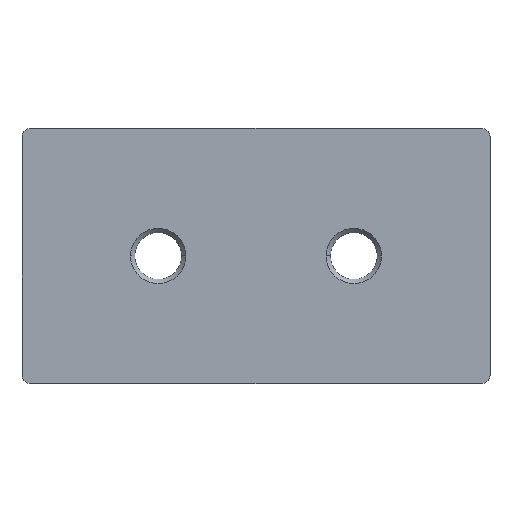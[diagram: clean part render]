
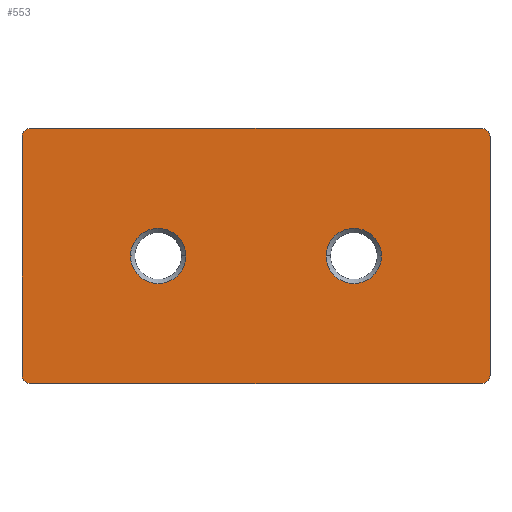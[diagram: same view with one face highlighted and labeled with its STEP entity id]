
A CAD part, top view. The second image highlights one B-rep face of the part: STEP entity #553.
In plain terms, the highlighted planar face has unit normal (0, 0, 1).
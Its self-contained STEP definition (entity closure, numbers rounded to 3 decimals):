
#39=CARTESIAN_POINT('',(-42.25,0.,3.0));
#40=VERTEX_POINT('',#39);
#47=CARTESIAN_POINT('',(-35.75,0.,3.0));
#48=VERTEX_POINT('',#47);
#49=CARTESIAN_POINT('',(-39.,0.,3.0));
#50=DIRECTION('',(0.0,0.0,-1.0));
#51=DIRECTION('',(1.0,0.0,0.0));
#52=AXIS2_PLACEMENT_3D('',#49,#50,#51);
#53=CIRCLE('',#52,3.25);
#54=EDGE_CURVE('',#48,#40,#53,.T.);
#102=CARTESIAN_POINT('',(-19.25,0.,3.0));
#103=VERTEX_POINT('',#102);
#110=CARTESIAN_POINT('',(-12.75,0.,3.0));
#111=VERTEX_POINT('',#110);
#112=CARTESIAN_POINT('',(-16.,0.,3.0));
#113=DIRECTION('',(0.0,0.0,-1.0));
#114=DIRECTION('',(1.0,0.0,0.0));
#115=AXIS2_PLACEMENT_3D('',#112,#113,#114);
#116=CIRCLE('',#115,3.25);
#117=EDGE_CURVE('',#111,#103,#116,.T.);
#339=CARTESIAN_POINT('',(-55.0,14.,3.0));
#340=VERTEX_POINT('',#339);
#341=CARTESIAN_POINT('',(-55.0,-14.,3.0));
#342=VERTEX_POINT('',#341);
#343=CARTESIAN_POINT('',(-55.0,14.,3.0));
#344=DIRECTION('',(0.0,-1.0,0.0));
#345=VECTOR('',#344,28.);
#346=LINE('',#343,#345);
#347=EDGE_CURVE('',#340,#342,#346,.T.);
#389=CARTESIAN_POINT('',(-1.0,-15.,3.0));
#390=VERTEX_POINT('',#389);
#397=CARTESIAN_POINT('',(-54.0,-15.,3.0));
#398=VERTEX_POINT('',#397);
#399=CARTESIAN_POINT('',(-54.0,-15.,3.0));
#400=DIRECTION('',(1.0,0.0,0.0));
#401=VECTOR('',#400,53.0);
#402=LINE('',#399,#401);
#403=EDGE_CURVE('',#398,#390,#402,.T.);
#419=CARTESIAN_POINT('',(0.0,-14.,3.0));
#420=VERTEX_POINT('',#419);
#421=CARTESIAN_POINT('',(0.0,14.,3.0));
#422=VERTEX_POINT('',#421);
#423=CARTESIAN_POINT('',(0.0,-14.,3.0));
#424=DIRECTION('',(0.0,1.0,0.0));
#425=VECTOR('',#424,28.);
#426=LINE('',#423,#425);
#427=EDGE_CURVE('',#420,#422,#426,.T.);
#469=CARTESIAN_POINT('',(-54.0,15.,3.0));
#470=VERTEX_POINT('',#469);
#477=CARTESIAN_POINT('',(-1.0,15.,3.0));
#478=VERTEX_POINT('',#477);
#479=CARTESIAN_POINT('',(-1.0,15.,3.0));
#480=DIRECTION('',(-1.0,0.0,0.0));
#481=VECTOR('',#480,53.0);
#482=LINE('',#479,#481);
#483=EDGE_CURVE('',#478,#470,#482,.T.);
#494=CARTESIAN_POINT('',(-57.75,-16.5,3.0));
#495=DIRECTION('',(0.0,0.0,1.0));
#496=DIRECTION('',(1.0,0.0,0.0));
#497=AXIS2_PLACEMENT_3D('',#494,#495,#496);
#498=PLANE('',#497);
#499=ORIENTED_EDGE('',*,*,#483,.T.);
#500=CARTESIAN_POINT('',(-54.0,14.,3.0));
#501=DIRECTION('',(0.0,0.0,1.0));
#502=DIRECTION('',(1.0,0.0,0.0));
#503=AXIS2_PLACEMENT_3D('',#500,#501,#502);
#504=CIRCLE('',#503,1.);
#505=EDGE_CURVE('',#470,#340,#504,.T.);
#506=ORIENTED_EDGE('',*,*,#505,.T.);
#507=ORIENTED_EDGE('',*,*,#347,.T.);
#508=CARTESIAN_POINT('',(-54.0,-14.,3.0));
#509=DIRECTION('',(0.0,0.0,1.0));
#510=DIRECTION('',(1.0,0.0,0.0));
#511=AXIS2_PLACEMENT_3D('',#508,#509,#510);
#512=CIRCLE('',#511,1.);
#513=EDGE_CURVE('',#342,#398,#512,.T.);
#514=ORIENTED_EDGE('',*,*,#513,.T.);
#515=ORIENTED_EDGE('',*,*,#403,.T.);
#516=CARTESIAN_POINT('',(-1.0,-14.,3.0));
#517=DIRECTION('',(0.0,0.0,1.0));
#518=DIRECTION('',(1.0,0.0,0.0));
#519=AXIS2_PLACEMENT_3D('',#516,#517,#518);
#520=CIRCLE('',#519,1.);
#521=EDGE_CURVE('',#390,#420,#520,.T.);
#522=ORIENTED_EDGE('',*,*,#521,.T.);
#523=ORIENTED_EDGE('',*,*,#427,.T.);
#524=CARTESIAN_POINT('',(-1.0,14.,3.0));
#525=DIRECTION('',(0.0,0.0,1.0));
#526=DIRECTION('',(1.0,0.0,0.0));
#527=AXIS2_PLACEMENT_3D('',#524,#525,#526);
#528=CIRCLE('',#527,1.);
#529=EDGE_CURVE('',#422,#478,#528,.T.);
#530=ORIENTED_EDGE('',*,*,#529,.T.);
#531=EDGE_LOOP('',(#499,#506,#507,#514,#515,#522,#523,#530));
#532=FACE_OUTER_BOUND('',#531,.T.);
#533=ORIENTED_EDGE('',*,*,#54,.T.);
#534=CARTESIAN_POINT('',(-39.,0.,3.0));
#535=DIRECTION('',(0.0,0.0,-1.0));
#536=DIRECTION('',(1.0,0.0,0.0));
#537=AXIS2_PLACEMENT_3D('',#534,#535,#536);
#538=CIRCLE('',#537,3.25);
#539=EDGE_CURVE('',#40,#48,#538,.T.);
#540=ORIENTED_EDGE('',*,*,#539,.T.);
#541=EDGE_LOOP('',(#533,#540));
#542=FACE_BOUND('',#541,.T.);
#543=ORIENTED_EDGE('',*,*,#117,.T.);
#544=CARTESIAN_POINT('',(-16.,0.,3.0));
#545=DIRECTION('',(0.0,0.0,-1.0));
#546=DIRECTION('',(1.0,0.0,0.0));
#547=AXIS2_PLACEMENT_3D('',#544,#545,#546);
#548=CIRCLE('',#547,3.25);
#549=EDGE_CURVE('',#103,#111,#548,.T.);
#550=ORIENTED_EDGE('',*,*,#549,.T.);
#551=EDGE_LOOP('',(#543,#550));
#552=FACE_BOUND('',#551,.T.);
#553=ADVANCED_FACE('',(#532,#542,#552),#498,.T.);
